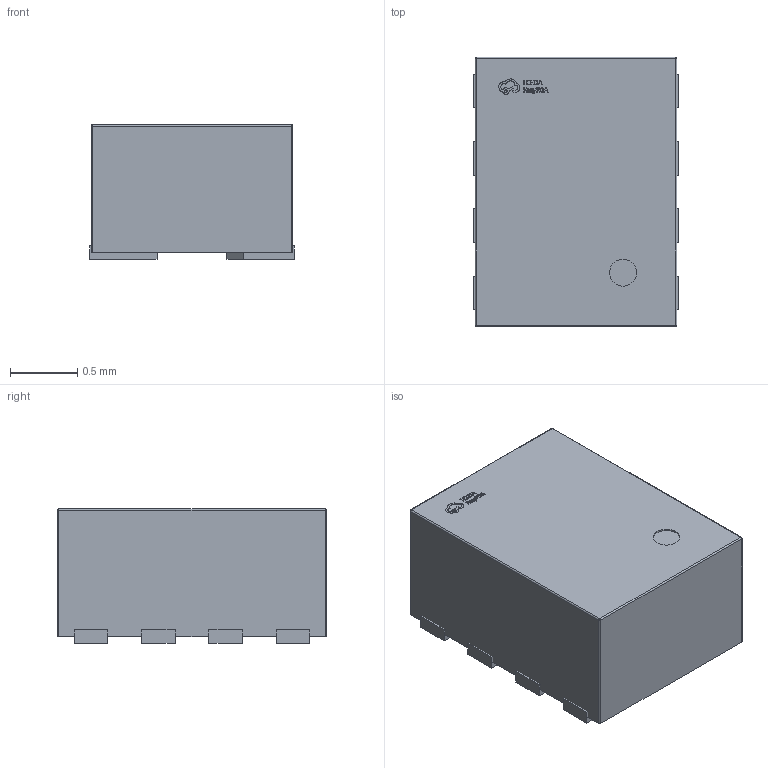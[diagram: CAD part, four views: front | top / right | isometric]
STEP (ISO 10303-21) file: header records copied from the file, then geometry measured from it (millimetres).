
FILE_DESCRIPTION (( 'STEP AP214' ), '1' );
FILE_NAME ('VSON-8_L2.0-W1.5-H1.0-P0.50-BL.step', '2023-08-03T01:10:48', ( '' ), ( '' ), 'SwSTEP 2.0', 'SolidWorks 2020', '' );
FILE_SCHEMA (( 'AUTOMOTIVE_DESIGN' ));
Length unit declared in the file: millimetre
Products named in the file (1): VSON-8_L2.0-W1.5-H1.0-P0.50-BL
Bounding box: 1.52 x 2 x 1 mm (x, y, z)
Volume: 2.9 mm3; surface area: 15.8 mm2
Topology: 22 solids, 22 shells, 301 faces, 760 edges, 500 vertices
Faces by surface type: plane 189, bspline 98, cylinder 10, sphere 4
Entity records: 12984 total; most frequent: CARTESIAN_POINT 2864, ORIENTED_EDGE 1512, DIRECTION 984, EDGE_CURVE 756, VECTOR 536, LINE 536, VERTEX_POINT 500, UNCERTAINTY_MEASURE_WITH_UNIT 325
